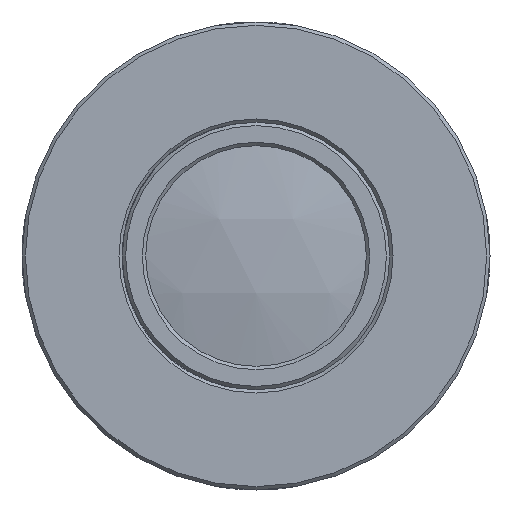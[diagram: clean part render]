
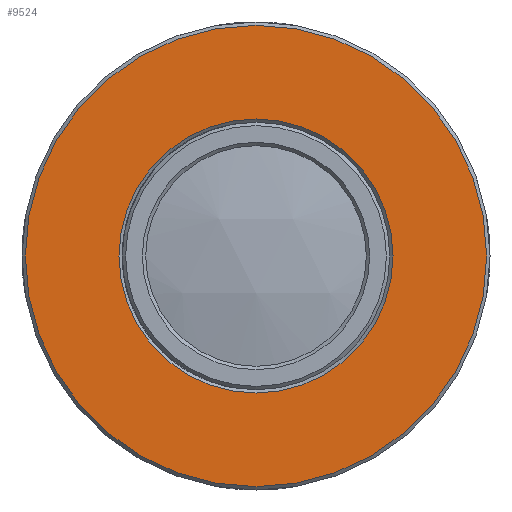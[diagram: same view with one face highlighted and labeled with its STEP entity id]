
A CAD part, left-side view. The second image highlights one B-rep face of the part: STEP entity #9524.
In plain terms, the highlighted planar face has unit normal (-1, 0, 0).
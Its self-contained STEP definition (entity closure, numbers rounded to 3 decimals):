
#9369=CARTESIAN_POINT('',(17.938,8.2,0.));
#9370=VERTEX_POINT('',#9369);
#9379=CARTESIAN_POINT('',(17.938,0.,0.));
#9380=DIRECTION('',(0.,1.,0.));
#9381=DIRECTION('',(1.,0.,0.));
#9382=AXIS2_PLACEMENT_3D('',#9379,#9381,#9380);
#9383=CIRCLE('',#9382,8.2);
#9384=EDGE_CURVE('',#9370,#9370,#9383,.T.);
#9505=CARTESIAN_POINT('',(17.938,0.,0.));
#9506=DIRECTION('',(0.,1.,0.));
#9507=DIRECTION('',(-1.,0.,0.));
#9508=AXIS2_PLACEMENT_3D('',#9505,#9507,#9506);
#9509=PLANE('',#9508);
#9510=CARTESIAN_POINT('',(17.938,13.8,0.));
#9511=VERTEX_POINT('',#9510);
#9512=CARTESIAN_POINT('',(17.938,0.,0.));
#9513=DIRECTION('',(0.,1.,-0.));
#9514=DIRECTION('',(-1.,0.,-0.));
#9515=AXIS2_PLACEMENT_3D('',#9512,#9514,#9513);
#9516=CIRCLE('',#9515,13.8);
#9517=EDGE_CURVE('',#9511,#9511,#9516,.T.);
#9518=ORIENTED_EDGE('E664',*,*,#9517,.T.);
#9519=EDGE_LOOP('',(#9518));
#9520=FACE_OUTER_BOUND('',#9519,.T.);
#9521=ORIENTED_EDGE('',*,*,#9384,.T.);
#9522=EDGE_LOOP('',(#9521));
#9523=FACE_BOUND('',#9522,.T.);
#9524=ADVANCED_FACE('F310',(#9520,#9523),#9509,.T.);
